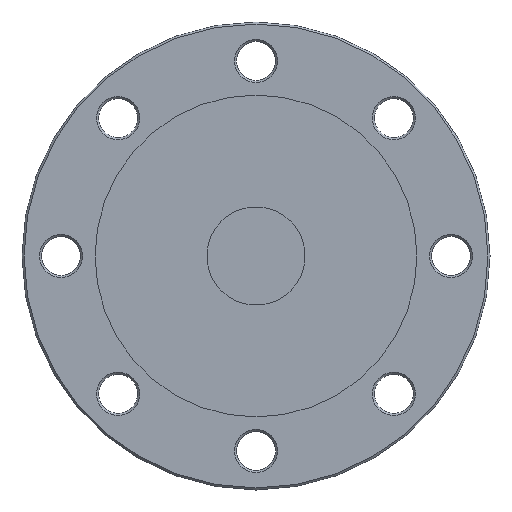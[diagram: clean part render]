
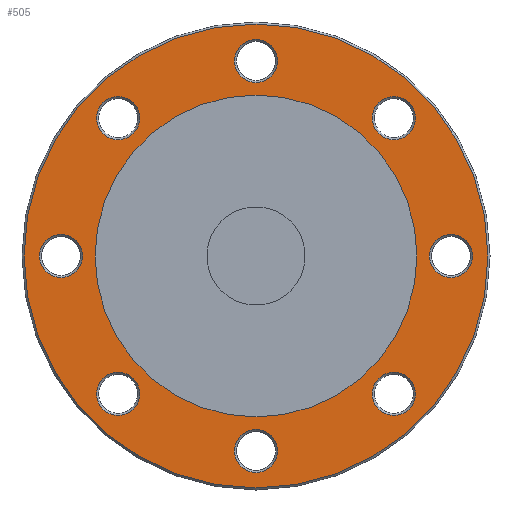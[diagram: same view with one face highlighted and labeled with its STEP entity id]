
A CAD part, front view. The second image highlights one B-rep face of the part: STEP entity #505.
In plain terms, the highlighted planar face has unit normal (0, -1, 0).
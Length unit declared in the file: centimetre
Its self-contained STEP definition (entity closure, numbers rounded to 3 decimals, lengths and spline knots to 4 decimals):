
#34=PLANE('',#573);
#65=FACE_BOUND('',#174,.T.);
#66=FACE_BOUND('',#175,.T.);
#67=FACE_BOUND('',#176,.T.);
#68=FACE_BOUND('',#177,.T.);
#69=FACE_BOUND('',#178,.T.);
#70=FACE_BOUND('',#179,.T.);
#71=FACE_BOUND('',#180,.T.);
#72=FACE_BOUND('',#181,.T.);
#73=FACE_BOUND('',#182,.T.);
#109=FACE_OUTER_BOUND('',#173,.T.);
#173=EDGE_LOOP('',(#393));
#174=EDGE_LOOP('',(#394));
#175=EDGE_LOOP('',(#395));
#176=EDGE_LOOP('',(#396));
#177=EDGE_LOOP('',(#397));
#178=EDGE_LOOP('',(#398));
#179=EDGE_LOOP('',(#399));
#180=EDGE_LOOP('',(#400));
#181=EDGE_LOOP('',(#401));
#182=EDGE_LOOP('',(#402));
#242=CIRCLE('',#572,1.055);
#243=CIRCLE('',#574,11.33);
#244=CIRCLE('',#575,1.055);
#245=CIRCLE('',#576,1.055);
#246=CIRCLE('',#577,1.055);
#247=CIRCLE('',#578,1.055);
#248=CIRCLE('',#579,7.86);
#249=CIRCLE('',#580,1.055);
#250=CIRCLE('',#581,1.055);
#251=CIRCLE('',#582,1.055);
#286=VERTEX_POINT('',#846);
#287=VERTEX_POINT('',#849);
#288=VERTEX_POINT('',#851);
#289=VERTEX_POINT('',#853);
#290=VERTEX_POINT('',#855);
#291=VERTEX_POINT('',#857);
#292=VERTEX_POINT('',#859);
#293=VERTEX_POINT('',#861);
#294=VERTEX_POINT('',#863);
#295=VERTEX_POINT('',#865);
#330=EDGE_CURVE('',#286,#286,#242,.T.);
#331=EDGE_CURVE('',#287,#287,#243,.T.);
#332=EDGE_CURVE('',#288,#288,#244,.T.);
#333=EDGE_CURVE('',#289,#289,#245,.T.);
#334=EDGE_CURVE('',#290,#290,#246,.T.);
#335=EDGE_CURVE('',#291,#291,#247,.T.);
#336=EDGE_CURVE('',#292,#292,#248,.T.);
#337=EDGE_CURVE('',#293,#293,#249,.T.);
#338=EDGE_CURVE('',#294,#294,#250,.T.);
#339=EDGE_CURVE('',#295,#295,#251,.T.);
#393=ORIENTED_EDGE('',*,*,#331,.F.);
#394=ORIENTED_EDGE('',*,*,#332,.F.);
#395=ORIENTED_EDGE('',*,*,#333,.F.);
#396=ORIENTED_EDGE('',*,*,#334,.F.);
#397=ORIENTED_EDGE('',*,*,#335,.F.);
#398=ORIENTED_EDGE('',*,*,#336,.F.);
#399=ORIENTED_EDGE('',*,*,#337,.F.);
#400=ORIENTED_EDGE('',*,*,#338,.F.);
#401=ORIENTED_EDGE('',*,*,#339,.F.);
#402=ORIENTED_EDGE('',*,*,#330,.F.);
#505=ADVANCED_FACE('',(#109,#65,#66,#67,#68,#69,#70,#71,#72,#73),#34,.T.);
#572=AXIS2_PLACEMENT_3D('',#847,#703,#704);
#573=AXIS2_PLACEMENT_3D('',#848,#705,#706);
#574=AXIS2_PLACEMENT_3D('',#850,#707,#708);
#575=AXIS2_PLACEMENT_3D('',#852,#709,#710);
#576=AXIS2_PLACEMENT_3D('',#854,#711,#712);
#577=AXIS2_PLACEMENT_3D('',#856,#713,#714);
#578=AXIS2_PLACEMENT_3D('',#858,#715,#716);
#579=AXIS2_PLACEMENT_3D('',#860,#717,#718);
#580=AXIS2_PLACEMENT_3D('',#862,#719,#720);
#581=AXIS2_PLACEMENT_3D('',#864,#721,#722);
#582=AXIS2_PLACEMENT_3D('',#866,#723,#724);
#703=DIRECTION('center_axis',(0.,-1.,0.));
#704=DIRECTION('ref_axis',(-0.707,0.,0.707));
#705=DIRECTION('center_axis',(0.,-1.,0.));
#706=DIRECTION('ref_axis',(0.,0.,-1.));
#707=DIRECTION('center_axis',(0.,1.,0.));
#708=DIRECTION('ref_axis',(-1.,0.,0.));
#709=DIRECTION('center_axis',(0.,-1.,0.));
#710=DIRECTION('ref_axis',(-1.,0.,0.));
#711=DIRECTION('center_axis',(0.,-1.,0.));
#712=DIRECTION('ref_axis',(0.,0.,-1.));
#713=DIRECTION('center_axis',(0.,-1.,0.));
#714=DIRECTION('ref_axis',(1.,0.,0.));
#715=DIRECTION('center_axis',(0.,-1.,0.));
#716=DIRECTION('ref_axis',(0.,0.,1.));
#717=DIRECTION('center_axis',(0.,-1.,0.));
#718=DIRECTION('ref_axis',(1.,0.,0.));
#719=DIRECTION('center_axis',(0.,-1.,0.));
#720=DIRECTION('ref_axis',(0.707,0.,0.707));
#721=DIRECTION('center_axis',(0.,-1.,0.));
#722=DIRECTION('ref_axis',(0.707,0.,-0.707));
#723=DIRECTION('center_axis',(0.,-1.,0.));
#724=DIRECTION('ref_axis',(-0.707,0.,-0.707));
#846=CARTESIAN_POINT('',(-5.9892,0.16,-7.4812));
#847=CARTESIAN_POINT('Origin',(-6.7352,0.16,-6.7352));
#848=CARTESIAN_POINT('Origin',(9.645,0.16,0.));
#849=CARTESIAN_POINT('',(11.33,0.16,0.));
#850=CARTESIAN_POINT('Origin',(0.,0.16,0.));
#851=CARTESIAN_POINT('',(1.055,0.16,-9.525));
#852=CARTESIAN_POINT('Origin',(0.,0.16,-9.525));
#853=CARTESIAN_POINT('',(9.525,0.16,1.055));
#854=CARTESIAN_POINT('Origin',(9.525,0.16,0.));
#855=CARTESIAN_POINT('',(-1.055,0.16,9.525));
#856=CARTESIAN_POINT('Origin',(0.,0.16,9.525));
#857=CARTESIAN_POINT('',(-9.525,0.16,-1.055));
#858=CARTESIAN_POINT('Origin',(-9.525,0.16,0.));
#859=CARTESIAN_POINT('',(7.86,0.16,0.));
#860=CARTESIAN_POINT('Origin',(0.,0.16,0.));
#861=CARTESIAN_POINT('',(-7.4812,0.16,5.9892));
#862=CARTESIAN_POINT('Origin',(-6.7352,0.16,6.7352));
#863=CARTESIAN_POINT('',(5.9892,0.16,7.4812));
#864=CARTESIAN_POINT('Origin',(6.7352,0.16,6.7352));
#865=CARTESIAN_POINT('',(7.4812,0.16,-5.9892));
#866=CARTESIAN_POINT('Origin',(6.7352,0.16,-6.7352));
